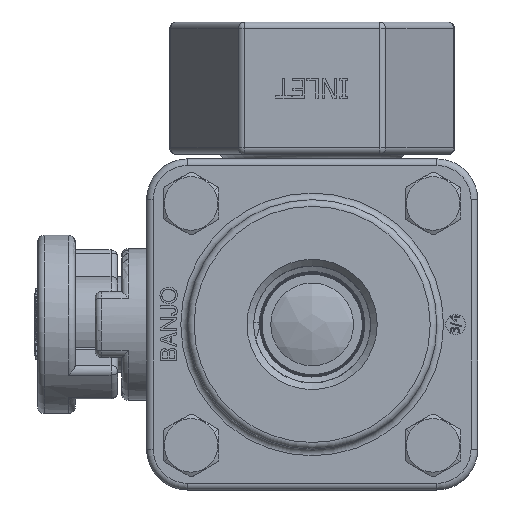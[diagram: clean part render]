
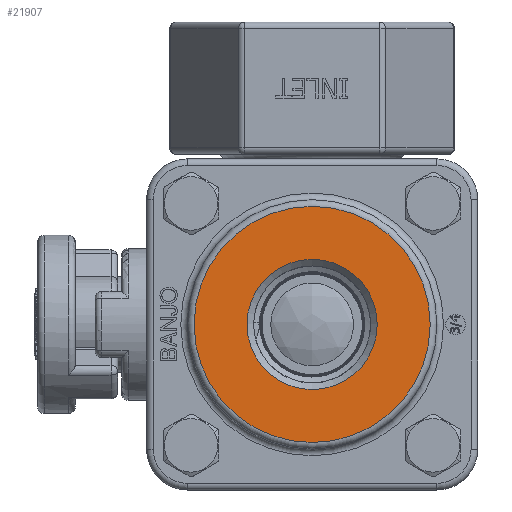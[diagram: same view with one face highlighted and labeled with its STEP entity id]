
A CAD part, left-side view. The second image highlights one B-rep face of the part: STEP entity #21907.
In plain terms, the highlighted face is planar.
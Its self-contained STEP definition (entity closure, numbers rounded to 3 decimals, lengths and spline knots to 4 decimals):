
#834=FACE_BOUND('',#3213,.T.);
#1059=PLANE('',#23806);
#1827=FACE_OUTER_BOUND('',#3212,.T.);
#3212=EDGE_LOOP('',(#16253));
#3213=EDGE_LOOP('',(#16254));
#4545=CIRCLE('',#23799,1.07);
#4551=CIRCLE('',#23807,0.59);
#10066=VERTEX_POINT('',#37438);
#10071=VERTEX_POINT('',#37452);
#12357=EDGE_CURVE('',#10066,#10066,#4545,.T.);
#12364=EDGE_CURVE('',#10071,#10071,#4551,.T.);
#16253=ORIENTED_EDGE('',*,*,#12357,.F.);
#16254=ORIENTED_EDGE('',*,*,#12364,.F.);
#21907=ADVANCED_FACE('',(#1827,#834),#1059,.T.);
#23799=AXIS2_PLACEMENT_3D('',#37439,#26698,#26699);
#23806=AXIS2_PLACEMENT_3D('',#37451,#26713,#26714);
#23807=AXIS2_PLACEMENT_3D('',#37453,#26715,#26716);
#26698=DIRECTION('center_axis',(-1.,0.,0.));
#26699=DIRECTION('ref_axis',(0.,-1.,0.));
#26713=DIRECTION('center_axis',(1.,0.,0.));
#26714=DIRECTION('ref_axis',(0.,0.,-1.));
#26715=DIRECTION('center_axis',(1.,0.,0.));
#26716=DIRECTION('ref_axis',(0.,1.,0.));
#37438=CARTESIAN_POINT('',(1.375,0.,1.07));
#37439=CARTESIAN_POINT('Origin',(1.375,0.,0.));
#37451=CARTESIAN_POINT('Origin',(1.375,0.86,0.));
#37452=CARTESIAN_POINT('',(1.375,-0.59,0.));
#37453=CARTESIAN_POINT('Origin',(1.375,0.,0.));
